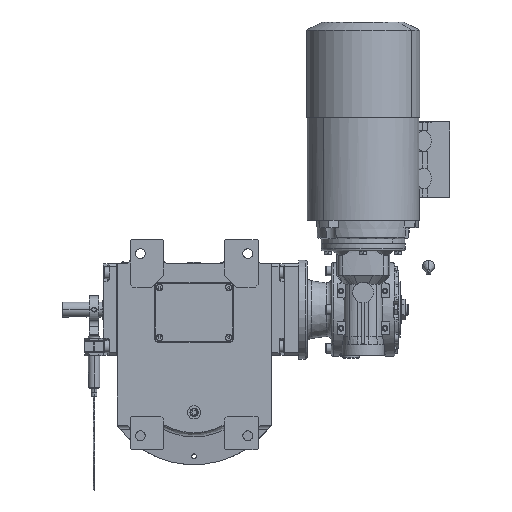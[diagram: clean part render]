
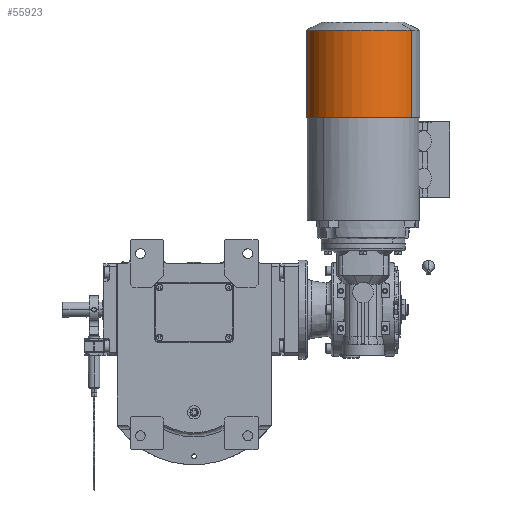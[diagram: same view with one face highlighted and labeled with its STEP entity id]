
A CAD part, front view. The second image highlights one B-rep face of the part: STEP entity #55923.
In plain terms, the highlighted cylindrical face has radius 60.5 mm (diameter 121 mm), a partial arc.
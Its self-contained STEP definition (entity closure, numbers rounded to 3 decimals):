
#8079 = CARTESIAN_POINT ( 'NONE',  ( -158.212, -6.286, 0. ) ) ;
#8167 = VERTEX_POINT ( 'NONE', #97087 ) ;
#18920 = CARTESIAN_POINT ( 'NONE',  ( -64.811, 8.35, 58.703 ) ) ;
#19011 = VERTEX_POINT ( 'NONE', #43160 ) ;
#20036 = LINE ( 'NONE', #97393, #51218 ) ;
#20115 = EDGE_CURVE ( 'NONE', #19011, #8167, #56965, .T. ) ;
#20444 = AXIS2_PLACEMENT_3D ( 'NONE', #113285, #57764, #65898 ) ;
#23908 = ORIENTED_EDGE ( 'NONE', *, *, #70339, .T. ) ;
#24008 = CYLINDRICAL_SURFACE ( 'NONE', #46535, 60.5 ) ;
#30019 = CIRCLE ( 'NONE', #51960, 60.5 ) ;
#43160 = CARTESIAN_POINT ( 'NONE',  ( -64.811, 8.35, 58.703 ) ) ;
#43970 = CARTESIAN_POINT ( 'NONE',  ( -26.951, -6.286, 0. ) ) ;
#46535 = AXIS2_PLACEMENT_3D ( 'NONE', #43970, #62704, #100737 ) ;
#47951 = CARTESIAN_POINT ( 'NONE',  ( -64.811, -20.922, -58.703 ) ) ;
#51058 = ORIENTED_EDGE ( 'NONE', *, *, #20115, .T. ) ;
#51218 = VECTOR ( 'NONE', #106763, 1000. ) ;
#51960 = AXIS2_PLACEMENT_3D ( 'NONE', #8079, #112867, #105335 ) ;
#53564 = VERTEX_POINT ( 'NONE', #76545 ) ;
#55539 = EDGE_CURVE ( 'NONE', #19011, #57050, #82005, .T. ) ;
#55923 = ADVANCED_FACE ( 'NONE', ( #72071 ), #24008, .T. ) ;
#56965 = LINE ( 'NONE', #18920, #59388 ) ;
#57050 = VERTEX_POINT ( 'NONE', #47951 ) ;
#57764 = DIRECTION ( 'NONE',  ( 1., 0., 0. ) ) ;
#59388 = VECTOR ( 'NONE', #95011, 1000. ) ;
#62704 = DIRECTION ( 'NONE',  ( -1., 0., 0. ) ) ;
#65898 = DIRECTION ( 'NONE',  ( 0., 0.242, 0.97 ) ) ;
#68147 = EDGE_LOOP ( 'NONE', ( #119478, #51058, #123136, #23908 ) ) ;
#70339 = EDGE_CURVE ( 'NONE', #53564, #57050, #20036, .T. ) ;
#72071 = FACE_OUTER_BOUND ( 'NONE', #68147, .T. ) ;
#76545 = CARTESIAN_POINT ( 'NONE',  ( -158.212, -20.922, -58.703 ) ) ;
#82005 = CIRCLE ( 'NONE', #20444, 60.5 ) ;
#95011 = DIRECTION ( 'NONE',  ( -1., 0., 0. ) ) ;
#97087 = CARTESIAN_POINT ( 'NONE',  ( -158.212, 8.35, 58.703 ) ) ;
#97393 = CARTESIAN_POINT ( 'NONE',  ( -158.212, -20.922, -58.703 ) ) ;
#100737 = DIRECTION ( 'NONE',  ( 0., 0.242, 0.97 ) ) ;
#105335 = DIRECTION ( 'NONE',  ( 0., -0.242, -0.97 ) ) ;
#106763 = DIRECTION ( 'NONE',  ( 1., 0., 0. ) ) ;
#107788 = EDGE_CURVE ( 'NONE', #53564, #8167, #30019, .T. ) ;
#112867 = DIRECTION ( 'NONE',  ( -1., 0., 0. ) ) ;
#113285 = CARTESIAN_POINT ( 'NONE',  ( -64.811, -6.286, 0. ) ) ;
#119478 = ORIENTED_EDGE ( 'NONE', *, *, #55539, .F. ) ;
#123136 = ORIENTED_EDGE ( 'NONE', *, *, #107788, .F. ) ;
